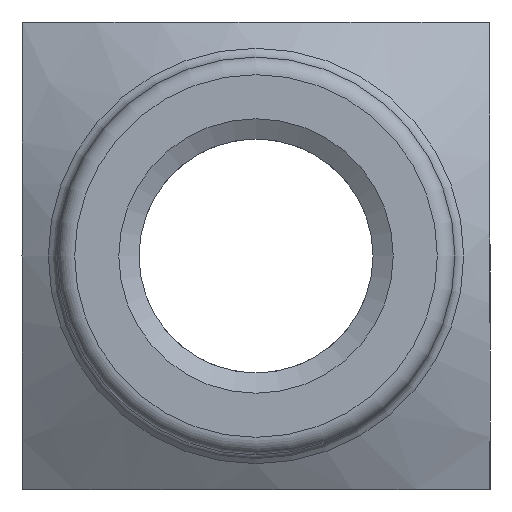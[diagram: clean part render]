
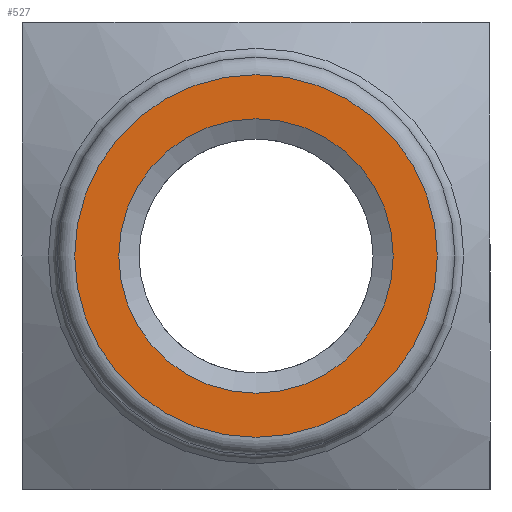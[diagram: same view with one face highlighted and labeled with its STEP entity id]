
A CAD part, front view. The second image highlights one B-rep face of the part: STEP entity #527.
In plain terms, the highlighted planar face has unit normal (0, -1, 0).
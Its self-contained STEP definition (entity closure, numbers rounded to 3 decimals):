
#12 = DIRECTION ( 'NONE',  ( 1., 0., 0. ) ) ;
#24 = CARTESIAN_POINT ( 'NONE',  ( 0., -80., 0. ) ) ;
#67 = VERTEX_POINT ( 'NONE', #851 ) ;
#88 = DIRECTION ( 'NONE',  ( 0., -1., 0. ) ) ;
#163 = DIRECTION ( 'NONE',  ( 1., 0., 0. ) ) ;
#178 = EDGE_CURVE ( 'NONE', #492, #492, #383, .T. ) ;
#383 = CIRCLE ( 'NONE', #648, 15.5 ) ;
#412 = EDGE_LOOP ( 'NONE', ( #610 ) ) ;
#418 = AXIS2_PLACEMENT_3D ( 'NONE', #774, #433, #704 ) ;
#433 = DIRECTION ( 'NONE',  ( 0., -1., 0. ) ) ;
#459 = FACE_OUTER_BOUND ( 'NONE', #721, .T. ) ;
#469 = EDGE_CURVE ( 'NONE', #67, #67, #505, .T. ) ;
#492 = VERTEX_POINT ( 'NONE', #566 ) ;
#505 = CIRCLE ( 'NONE', #418, 11.732 ) ;
#527 = ADVANCED_FACE ( 'NONE', ( #459, #720 ), #870, .T. ) ;
#566 = CARTESIAN_POINT ( 'NONE',  ( 15.5, -80., 0. ) ) ;
#610 = ORIENTED_EDGE ( 'NONE', *, *, #469, .F. ) ;
#624 = AXIS2_PLACEMENT_3D ( 'NONE', #24, #88, #163 ) ;
#646 = ORIENTED_EDGE ( 'NONE', *, *, #178, .T. ) ;
#648 = AXIS2_PLACEMENT_3D ( 'NONE', #795, #853, #12 ) ;
#704 = DIRECTION ( 'NONE',  ( 1., 0., 0. ) ) ;
#720 = FACE_BOUND ( 'NONE', #412, .T. ) ;
#721 = EDGE_LOOP ( 'NONE', ( #646 ) ) ;
#774 = CARTESIAN_POINT ( 'NONE',  ( 0., -80., 0. ) ) ;
#795 = CARTESIAN_POINT ( 'NONE',  ( 0., -80., 0. ) ) ;
#851 = CARTESIAN_POINT ( 'NONE',  ( 11.732, -80., 0. ) ) ;
#853 = DIRECTION ( 'NONE',  ( 0., -1., 0. ) ) ;
#870 = PLANE ( 'NONE',  #624 ) ;
